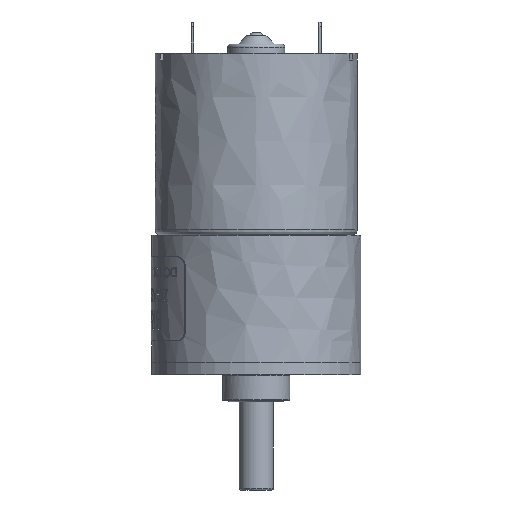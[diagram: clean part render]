
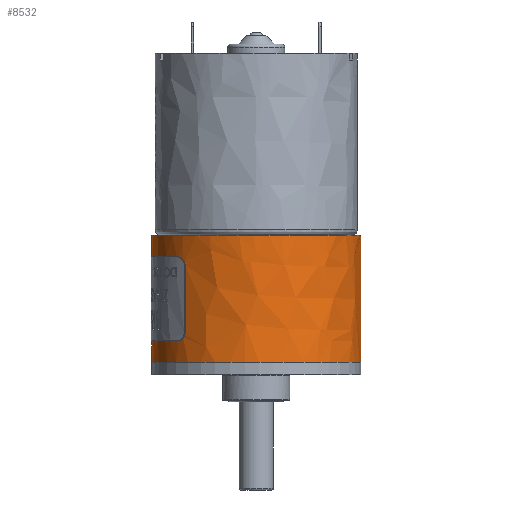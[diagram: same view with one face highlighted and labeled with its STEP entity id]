
A CAD part, front view. The second image highlights one B-rep face of the part: STEP entity #8532.
In plain terms, the highlighted free-form (B-spline) face has degree [2, 1] with [5, 2] control points.
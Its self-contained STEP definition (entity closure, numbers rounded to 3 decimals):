
#4762 = VERTEX_POINT('',#4763);
#4763 = CARTESIAN_POINT('',(-16.326,0.,
    1.952));
#4764 = VERTEX_POINT('',#4765);
#4765 = CARTESIAN_POINT('',(16.326,0.,1.952));
#4773 = EDGE_CURVE('',#4762,#4774,#4776,.T.);
#4774 = VERTEX_POINT('',#4775);
#4775 = CARTESIAN_POINT('',(-16.326,0.,
    5.279));
#4776 = B_SPLINE_CURVE_WITH_KNOTS('',1,(#4777,#4778),.UNSPECIFIED.,.F.,
  .F.,(2,2),(54.243,57.993),.PIECEWISE_BEZIER_KNOTS.);
#4777 = CARTESIAN_POINT('',(-16.326,0.,
    1.952));
#4778 = CARTESIAN_POINT('',(-16.326,0.,
    5.279));
#4832 = VERTEX_POINT('',#4833);
#4833 = CARTESIAN_POINT('',(-16.326,0.,
    18.411));
#4839 = EDGE_CURVE('',#4832,#4840,#4842,.T.);
#4840 = VERTEX_POINT('',#4841);
#4841 = CARTESIAN_POINT('',(-16.326,0.,
    21.738));
#4842 = B_SPLINE_CURVE_WITH_KNOTS('',1,(#4843,#4844),.UNSPECIFIED.,.F.,
  .F.,(2,2),(72.793,76.543),.PIECEWISE_BEZIER_KNOTS.);
#4843 = CARTESIAN_POINT('',(-16.326,0.,
    18.411));
#4844 = CARTESIAN_POINT('',(-16.326,0.,
    21.738));
#4847 = VERTEX_POINT('',#4848);
#4848 = CARTESIAN_POINT('',(16.326,0.,21.738));
#4856 = EDGE_CURVE('',#4764,#4847,#4857,.T.);
#4857 = B_SPLINE_CURVE_WITH_KNOTS('',1,(#4858,#4859),.UNSPECIFIED.,.F.,
  .F.,(2,2),(54.243,76.543),.PIECEWISE_BEZIER_KNOTS.);
#4858 = CARTESIAN_POINT('',(16.326,0.,1.952));
#4859 = CARTESIAN_POINT('',(16.326,0.,21.738));
#8346 = VERTEX_POINT('',#8347);
#8347 = CARTESIAN_POINT('',(-11.093,-11.978,
    6.61));
#8352 = EDGE_CURVE('',#8346,#8353,#8355,.T.);
#8353 = VERTEX_POINT('',#8354);
#8354 = CARTESIAN_POINT('',(-11.093,-11.978,
    17.08));
#8355 = B_SPLINE_CURVE_WITH_KNOTS('',1,(#8356,#8357),.UNSPECIFIED.,.F.,
  .F.,(2,2),(59.493,71.293),.PIECEWISE_BEZIER_KNOTS.);
#8356 = CARTESIAN_POINT('',(-11.093,-11.978,
    6.61));
#8357 = CARTESIAN_POINT('',(-11.093,-11.978,
    17.08));
#8379 = EDGE_CURVE('',#4774,#8380,#8382,.T.);
#8380 = VERTEX_POINT('',#8381);
#8381 = CARTESIAN_POINT('',(-12.376,-10.647,
    5.279));
#8382 = ( BOUNDED_CURVE() B_SPLINE_CURVE(2,(#8383,#8384,#8385),
.UNSPECIFIED.,.F.,.F.) B_SPLINE_CURVE_WITH_KNOTS((3,3),(3.142,
3.852),.PIECEWISE_BEZIER_KNOTS.) CURVE() 
GEOMETRIC_REPRESENTATION_ITEM() RATIONAL_B_SPLINE_CURVE((1.,
0.938,1.)) REPRESENTATION_ITEM('') );
#8383 = CARTESIAN_POINT('',(-16.326,0.,
    5.279));
#8384 = CARTESIAN_POINT('',(-16.326,-6.056,
    5.279));
#8385 = CARTESIAN_POINT('',(-12.376,-10.647,
    5.279));
#8456 = VERTEX_POINT('',#8457);
#8457 = CARTESIAN_POINT('',(-12.376,-10.647,
    18.411));
#8462 = EDGE_CURVE('',#8456,#4832,#8463,.T.);
#8463 = ( BOUNDED_CURVE() B_SPLINE_CURVE(2,(#8464,#8465,#8466),
.UNSPECIFIED.,.F.,.F.) B_SPLINE_CURVE_WITH_KNOTS((3,3),(5.573,
6.283),.PIECEWISE_BEZIER_KNOTS.) CURVE() 
GEOMETRIC_REPRESENTATION_ITEM() RATIONAL_B_SPLINE_CURVE((1.,
0.938,1.)) REPRESENTATION_ITEM('') );
#8464 = CARTESIAN_POINT('',(-12.376,-10.647,
    18.411));
#8465 = CARTESIAN_POINT('',(-16.326,-6.056,
    18.411));
#8466 = CARTESIAN_POINT('',(-16.326,0.,
    18.411));
#8480 = EDGE_CURVE('',#8353,#8456,#8481,.T.);
#8481 = B_SPLINE_CURVE_WITH_KNOTS('',3,(#8482,#8483,#8484,#8485,#8486,
    #8487,#8488,#8489,#8490,#8491,#8492,#8493),.UNSPECIFIED.,.F.,.F.,(4,
    2,2,2,2,4),(0.,0.001,0.001,
    0.001,0.002,0.003),
  .UNSPECIFIED.);
#8482 = CARTESIAN_POINT('',(-11.093,-11.978,
    17.08));
#8483 = CARTESIAN_POINT('',(-11.093,-11.978,
    17.292));
#8484 = CARTESIAN_POINT('',(-11.149,-11.926,
    17.494));
#8485 = CARTESIAN_POINT('',(-11.281,-11.801,
    17.75));
#8486 = CARTESIAN_POINT('',(-11.333,-11.751,
    17.828));
#8487 = CARTESIAN_POINT('',(-11.444,-11.643,
    17.967));
#8488 = CARTESIAN_POINT('',(-11.504,-11.584,
    18.029));
#8489 = CARTESIAN_POINT('',(-11.693,-11.394,
    18.194));
#8490 = CARTESIAN_POINT('',(-11.826,-11.257,
    18.273));
#8491 = CARTESIAN_POINT('',(-12.101,-10.961,
    18.383));
#8492 = CARTESIAN_POINT('',(-12.239,-10.806,
    18.411));
#8493 = CARTESIAN_POINT('',(-12.376,-10.647,
    18.411));
#8508 = EDGE_CURVE('',#8380,#8346,#8509,.T.);
#8509 = B_SPLINE_CURVE_WITH_KNOTS('',3,(#8510,#8511,#8512,#8513,#8514,
    #8515,#8516,#8517,#8518,#8519,#8520,#8521,#8522,#8523),
  .UNSPECIFIED.,.F.,.F.,(4,2,2,2,2,2,4),(0.,0.001,
    0.001,0.002,0.002,
    0.002,0.003),.UNSPECIFIED.);
#8510 = CARTESIAN_POINT('',(-12.376,-10.647,
    5.279));
#8511 = CARTESIAN_POINT('',(-12.239,-10.806,
    5.279));
#8512 = CARTESIAN_POINT('',(-12.102,-10.96,
    5.307));
#8513 = CARTESIAN_POINT('',(-11.827,-11.256,
    5.416));
#8514 = CARTESIAN_POINT('',(-11.693,-11.394,
    5.496));
#8515 = CARTESIAN_POINT('',(-11.507,-11.582,
    5.659));
#8516 = CARTESIAN_POINT('',(-11.446,-11.642,
    5.721));
#8517 = CARTESIAN_POINT('',(-11.334,-11.751,
    5.861));
#8518 = CARTESIAN_POINT('',(-11.283,-11.8,
    5.937));
#8519 = CARTESIAN_POINT('',(-11.194,-11.884,
    6.109));
#8520 = CARTESIAN_POINT('',(-11.158,-11.918,
    6.201));
#8521 = CARTESIAN_POINT('',(-11.107,-11.965,
    6.399));
#8522 = CARTESIAN_POINT('',(-11.093,-11.978,
    6.504));
#8523 = CARTESIAN_POINT('',(-11.093,-11.978,
    6.61));
#8532 = ADVANCED_FACE('',(#8533),#8559,.T.);
#8533 = FACE_BOUND('',#8534,.T.);
#8534 = EDGE_LOOP('',(#8535,#8536,#8544,#8545,#8553,#8554,#8555,#8556,
    #8557,#8558));
#8535 = ORIENTED_EDGE('',*,*,#4773,.F.);
#8536 = ORIENTED_EDGE('',*,*,#8537,.F.);
#8537 = EDGE_CURVE('',#4764,#4762,#8538,.T.);
#8538 = ( BOUNDED_CURVE() B_SPLINE_CURVE(2,(#8539,#8540,#8541,#8542,
#8543),.UNSPECIFIED.,.F.,.F.) B_SPLINE_CURVE_WITH_KNOTS((3,2,3),(
    3.142,4.712,6.283),
.PIECEWISE_BEZIER_KNOTS.) CURVE() GEOMETRIC_REPRESENTATION_ITEM() 
RATIONAL_B_SPLINE_CURVE((1.,0.707,1.,0.707,1.)) 
REPRESENTATION_ITEM('') );
#8539 = CARTESIAN_POINT('',(16.326,0.,
    1.952));
#8540 = CARTESIAN_POINT('',(16.326,-16.326,
    1.952));
#8541 = CARTESIAN_POINT('',(0.,-16.326,
    1.952));
#8542 = CARTESIAN_POINT('',(-16.326,-16.326,
    1.952));
#8543 = CARTESIAN_POINT('',(-16.326,0.,
    1.952));
#8544 = ORIENTED_EDGE('',*,*,#4856,.T.);
#8545 = ORIENTED_EDGE('',*,*,#8546,.F.);
#8546 = EDGE_CURVE('',#4840,#4847,#8547,.T.);
#8547 = ( BOUNDED_CURVE() B_SPLINE_CURVE(2,(#8548,#8549,#8550,#8551,
#8552),.UNSPECIFIED.,.F.,.F.) B_SPLINE_CURVE_WITH_KNOTS((3,2,3),(
    3.142,4.712,6.283),
.PIECEWISE_BEZIER_KNOTS.) CURVE() GEOMETRIC_REPRESENTATION_ITEM() 
RATIONAL_B_SPLINE_CURVE((1.,0.707,1.,0.707,1.)) 
REPRESENTATION_ITEM('') );
#8548 = CARTESIAN_POINT('',(-16.326,0.,
    21.738));
#8549 = CARTESIAN_POINT('',(-16.326,-16.326,
    21.738));
#8550 = CARTESIAN_POINT('',(0.,-16.326,
    21.738));
#8551 = CARTESIAN_POINT('',(16.326,-16.326,
    21.738));
#8552 = CARTESIAN_POINT('',(16.326,0.,
    21.738));
#8553 = ORIENTED_EDGE('',*,*,#4839,.F.);
#8554 = ORIENTED_EDGE('',*,*,#8462,.F.);
#8555 = ORIENTED_EDGE('',*,*,#8480,.F.);
#8556 = ORIENTED_EDGE('',*,*,#8352,.F.);
#8557 = ORIENTED_EDGE('',*,*,#8508,.F.);
#8558 = ORIENTED_EDGE('',*,*,#8379,.F.);
#8559 = ( BOUNDED_SURFACE() B_SPLINE_SURFACE(2,1,(
    (#8560,#8561)
    ,(#8562,#8563)
    ,(#8564,#8565)
    ,(#8566,#8567)
    ,(#8568,#8569
)),.UNSPECIFIED.,.F.,.F.,.F.) B_SPLINE_SURFACE_WITH_KNOTS((3,2,3),(2,2),
  (3.142,4.712,6.283),(54.243,
    76.543),.PIECEWISE_BEZIER_KNOTS.) 
GEOMETRIC_REPRESENTATION_ITEM() RATIONAL_B_SPLINE_SURFACE((
    (1.,1.)
    ,(0.707,0.707)
    ,(1.,1.)
    ,(0.707,0.707)
,(1.,1.))) REPRESENTATION_ITEM('') SURFACE() );
#8560 = CARTESIAN_POINT('',(-16.326,0.,
    1.952));
#8561 = CARTESIAN_POINT('',(-16.326,0.,
    21.738));
#8562 = CARTESIAN_POINT('',(-16.326,-16.326,
    1.952));
#8563 = CARTESIAN_POINT('',(-16.326,-16.326,
    21.738));
#8564 = CARTESIAN_POINT('',(0.,-16.326,
    1.952));
#8565 = CARTESIAN_POINT('',(0.,-16.326,
    21.738));
#8566 = CARTESIAN_POINT('',(16.326,-16.326,
    1.952));
#8567 = CARTESIAN_POINT('',(16.326,-16.326,
    21.738));
#8568 = CARTESIAN_POINT('',(16.326,0.,
    1.952));
#8569 = CARTESIAN_POINT('',(16.326,0.,
    21.738));
